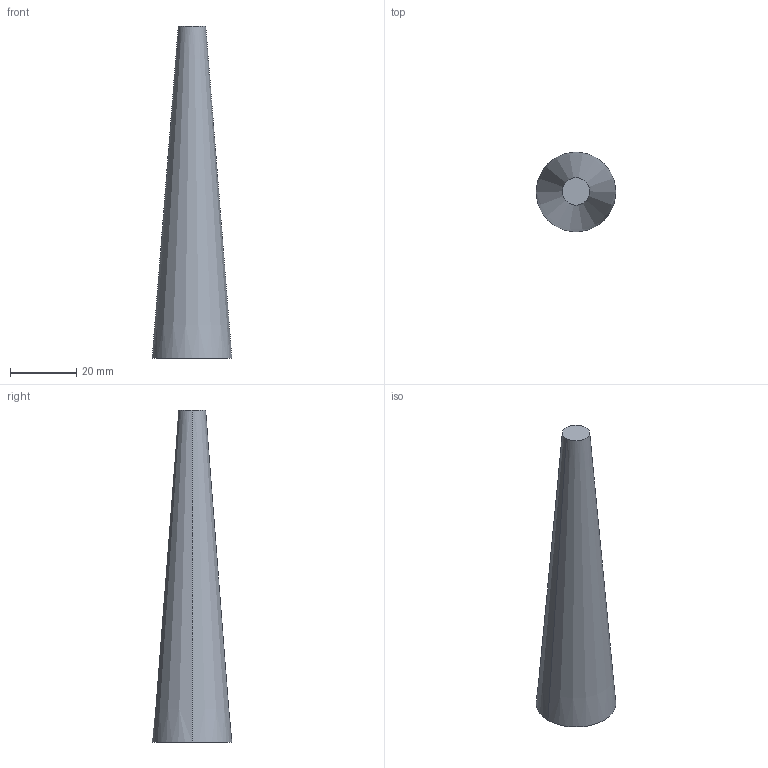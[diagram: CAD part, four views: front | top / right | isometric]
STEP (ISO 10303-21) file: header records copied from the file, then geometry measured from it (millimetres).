
FILE_DESCRIPTION (( 'STEP AP214' ), '1' );
FILE_NAME ('whisker_sample_100.STEP', '2024-02-26T01:47:56', ( '' ), ( '' ), 'SwSTEP 2.0', 'SolidWorks 2020', '' );
FILE_SCHEMA (( 'AUTOMOTIVE_DESIGN' ));
Length unit declared in the file: millimetre
Products named in the file (1): whisker_sample_100
Bounding box: 24 x 24 x 100 mm (x, y, z)
Volume: 17148.6 mm3; surface area: 7574.7 mm2
Topology: 1 solids, 1 shells, 10 faces, 18 edges, 12 vertices
Faces by surface type: plane 6, cone 2, bspline 2
Entity records: 323 total; most frequent: CARTESIAN_POINT 55, DIRECTION 44, ORIENTED_EDGE 36, EDGE_CURVE 18, AXIS2_PLACEMENT_3D 17, VERTEX_POINT 12, EDGE_LOOP 12, VECTOR 10
